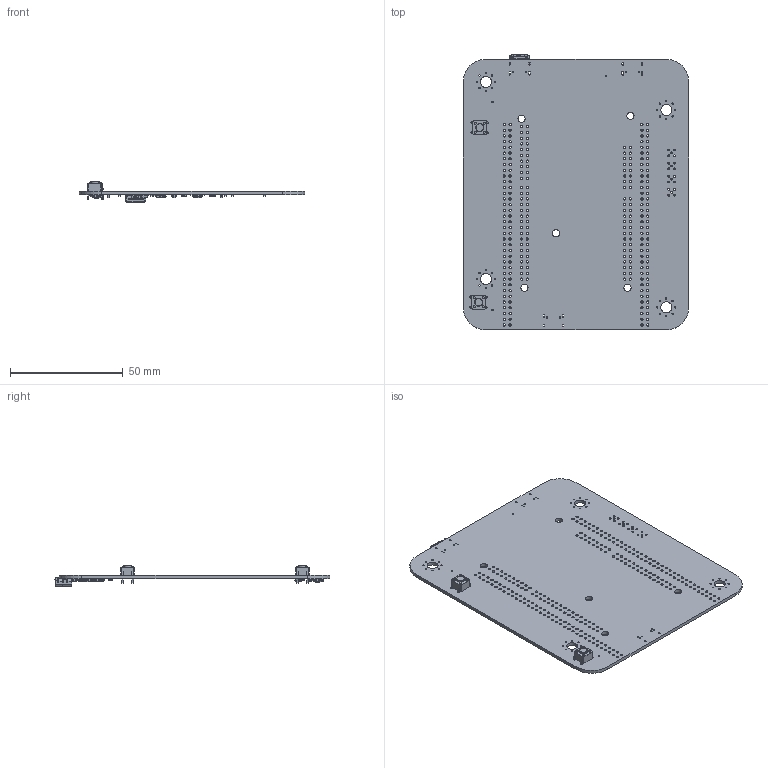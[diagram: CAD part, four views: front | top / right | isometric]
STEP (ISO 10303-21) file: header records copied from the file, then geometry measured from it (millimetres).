
FILE_DESCRIPTION(('KiCad electronic assembly'),'2;1');
FILE_NAME('measurement-hardware-rev0____3D.step','2025-12-11T10:46:18',( 'Pcbnew'),('Kicad'),'Open CASCADE STEP processor 7.6', 'KiCad to STEP converter','Unknown');
FILE_SCHEMA(('AUTOMOTIVE_DESIGN { 1 0 10303 214 1 1 1 1 }'));
Length unit declared in the file: millimetre
Products named in the file (13): measurement-hardware-rev0____3D 1; SW_PUSH_6mm; D_SOD-123F; R_0603_1608Metric; SW_Push_1P1T_XKB_TS-1187A; C_0603_1608Metric; LED_0603_1608Metric; Crystal_SMD_3225-4Pin_3.2x2.5mm; USB_C_Receptacle_HRO_TYPE-C-31-M-12; C_0402_1005Metric; SOT-23; SSOP-28_3.9x9.9mm_P0.635mm; kibot_f4xzxug8_PCB
Assembly tree (32 placements, depth 2):
  measurement-hardware-rev0____3D 1
    SW_PUSH_6mm  x2
    D_SOD-123F  x4
    R_0603_1608Metric  x10
    SW_Push_1P1T_XKB_TS-1187A
    C_0603_1608Metric  x3
    LED_0603_1608Metric  x3
    Crystal_SMD_3225-4Pin_3.2x2.5mm
    USB_C_Receptacle_HRO_TYPE-C-31-M-12
    C_0402_1005Metric
    SOT-23  x4
    SSOP-28_3.9x9.9mm_P0.635mm
    kibot_f4xzxug8_PCB
Bounding box: 100 x 122.3 x 9.23 mm (x, y, z)
Volume: 17990.1 mm3; surface area: 26727.7 mm2
Topology: 47 solids, 47 shells, 3204 faces, 8335 edges, 5303 vertices
Faces by surface type: plane 1737, cylinder 983, bspline 350, torus 120, sphere 8, revolution 6
Full cylindrical faces by diameter (mm): 0.6 x35, 0.65 x6, 0.84 x20, 1 x252, 1.1 x8, 3.2 x5, 3.5 x2, 4.9 x4
Entity records: 77534 total; most frequent: CARTESIAN_POINT 16810, ORIENTED_EDGE 12670, DIRECTION 11909, EDGE_CURVE 6335, LINE 4063, VECTOR 4063, VERTEX_POINT 4031, AXIS2_PLACEMENT_3D 3920
